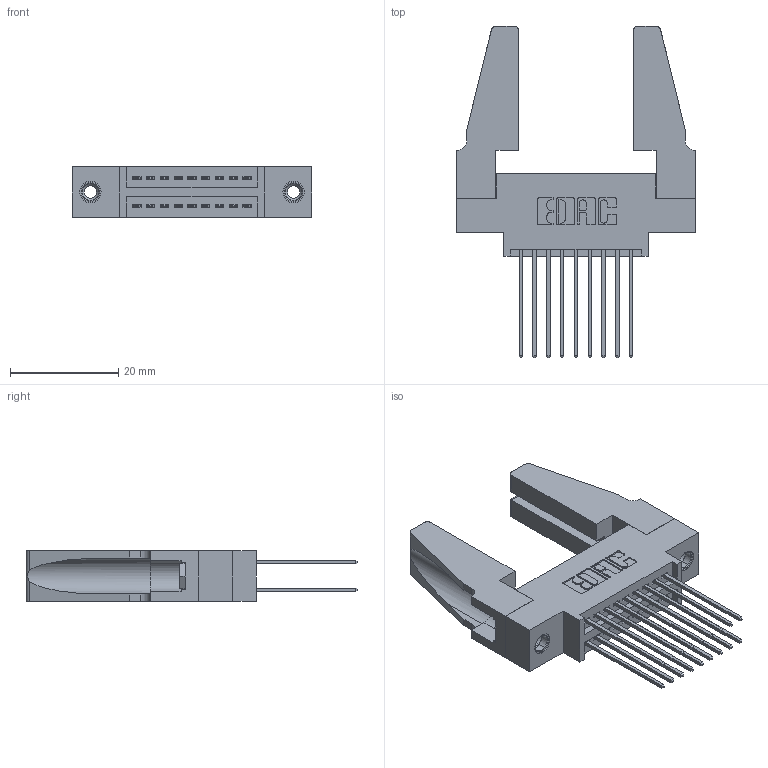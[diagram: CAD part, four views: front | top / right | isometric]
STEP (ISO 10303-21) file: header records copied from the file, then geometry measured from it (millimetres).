
FILE_DESCRIPTION (( 'STEP AP203' ), '1' );
FILE_NAME ('395-018-541-888.STEP', '2019-10-15T19:49:30', ( '' ), ( '' ), 'SwSTEP 2.0', 'SolidWorks 2016', '' );
FILE_SCHEMA (( 'CONFIG_CONTROL_DESIGN' ));
Length unit declared in the file: inch
Products named in the file (5): 345-250-001_345-250-001-102; 345-220-078_345-220-088; 395-018-541-888; 345 Part_0.170 Offset - 0.156 Dia-TH; 345-292-001_345-293-141
Assembly tree (23 placements, depth 2):
  395-018-541-888
    345 Part_0.170 Offset - 0.156 Dia-TH
    345-292-001_345-293-141  x18
    345-250-001_345-250-001-102  x2
    345-220-078_345-220-088  x2
Bounding box: 44.09 x 61.14 x 9.4 mm (x, y, z)
Volume: 7219.4 mm3; surface area: 8975.7 mm2
Topology: 23 solids, 23 shells, 1154 faces, 3349 edges, 2198 vertices
Faces by surface type: plane 750, cylinder 388, cone 12, torus 4
Entity records: 13802 total; most frequent: CARTESIAN_POINT 2342, ORIENTED_EDGE 2236, DIRECTION 2110, EDGE_CURVE 1118, LINE 908, VECTOR 908, VERTEX_POINT 738, AXIS2_PLACEMENT_3D 601
